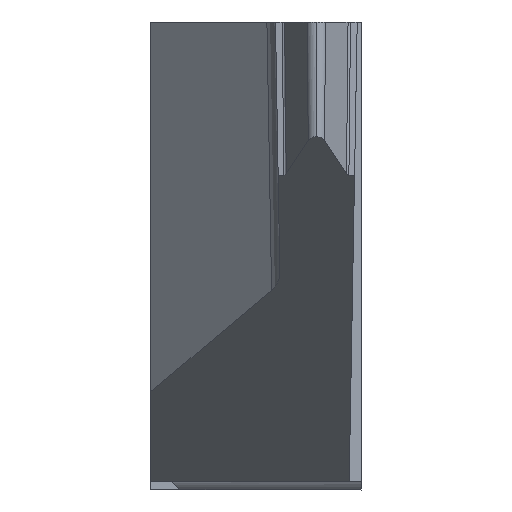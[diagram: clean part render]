
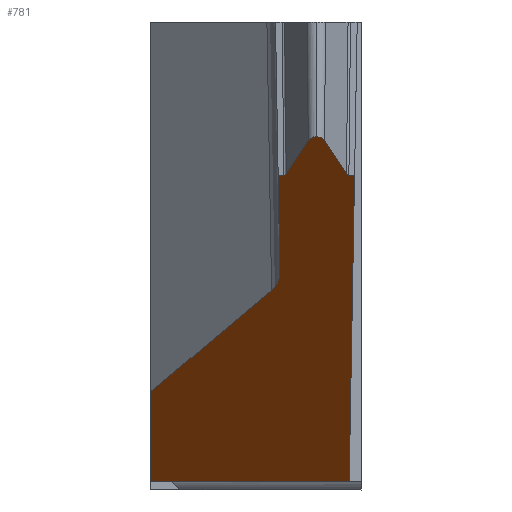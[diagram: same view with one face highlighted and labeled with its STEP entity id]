
A CAD part, front view. The second image highlights one B-rep face of the part: STEP entity #781.
In plain terms, the highlighted planar face has unit normal (0, -0.643, -0.766).
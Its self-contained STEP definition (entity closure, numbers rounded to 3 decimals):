
#94=CARTESIAN_POINT('',(0.,7.062,-7.85));
#95=VERTEX_POINT('',#94);
#320=CARTESIAN_POINT('',(0.,5.24,-6.321));
#321=VERTEX_POINT('',#320);
#332=CARTESIAN_POINT('',(0.,5.24,-6.321));
#333=DIRECTION('',(0.,0.766,-0.643));
#334=VECTOR('',#333,2.378);
#335=LINE('',#332,#334);
#336=EDGE_CURVE('',#321,#95,#335,.T.);
#554=CARTESIAN_POINT('',(2.2,3.217,-4.624));
#555=DIRECTION('',(0.,0.643,0.766));
#556=DIRECTION('',(0.,-0.492,0.413));
#557=AXIS2_PLACEMENT_3D('',#554,#555,#556);
#558=PLANE('',#557);
#559=ORIENTED_EDGE('Edge 160',*,*,#336,.T.);
#568=CARTESIAN_POINT('',(2.067,3.174,-4.587));
#569=DIRECTION('',(-0.608,0.608,-0.51));
#570=VECTOR('',#569,3.398);
#571=LINE('',#568,#570);
#572=CARTESIAN_POINT('',(2.067,3.174,-4.587));
#573=VERTEX_POINT('',#572);
#574=EDGE_CURVE('',#573,#321,#571,.T.);
#575=ORIENTED_EDGE('Edge 619',*,*,#574,.T.);
#584=CARTESIAN_POINT('',(2.208,2.825,-4.295));
#585=CARTESIAN_POINT('',(2.21,2.957,-4.406));
#586=CARTESIAN_POINT('',(2.16,3.08,-4.509));
#587=CARTESIAN_POINT('',(2.067,3.174,-4.587));
#588=(BOUNDED_CURVE()B_SPLINE_CURVE(3,(#584,#585,#586,#587),.UNSPECIFIED.,.F.,.F.)B_SPLINE_CURVE_WITH_KNOTS((4,4),(0.,1.),.UNSPECIFIED.)CURVE()GEOMETRIC_REPRESENTATION_ITEM()RATIONAL_B_SPLINE_CURVE((1.,0.949,0.949,1.))REPRESENTATION_ITEM(''));
#589=CARTESIAN_POINT('',(2.208,2.825,-4.295));
#590=VERTEX_POINT('',#589);
#591=EDGE_CURVE('',#590,#573,#588,.T.);
#592=ORIENTED_EDGE('Edge 624',*,*,#591,.T.);
#601=CARTESIAN_POINT('',(2.179,0.828,-2.619));
#602=DIRECTION('',(0.011,0.766,-0.643));
#603=VECTOR('',#602,2.607);
#604=LINE('',#601,#603);
#605=CARTESIAN_POINT('',(2.179,0.828,-2.619));
#606=VERTEX_POINT('',#605);
#607=EDGE_CURVE('',#606,#590,#604,.T.);
#608=ORIENTED_EDGE('Edge 629',*,*,#607,.T.);
#617=CARTESIAN_POINT('',(2.179,0.828,-2.619));
#618=DIRECTION('',(0.999,-0.035,0.03));
#619=VECTOR('',#618,0.096);
#620=LINE('',#617,#619);
#621=CARTESIAN_POINT('',(2.275,0.825,-2.616));
#622=VERTEX_POINT('',#621);
#623=EDGE_CURVE('',#606,#622,#620,.T.);
#624=ORIENTED_EDGE('Edge 634',*,*,#623,.F.);
#633=CARTESIAN_POINT('',(2.316,0.799,-2.595));
#634=CARTESIAN_POINT('',(2.308,0.815,-2.608));
#635=CARTESIAN_POINT('',(2.293,0.824,-2.616));
#636=CARTESIAN_POINT('',(2.275,0.825,-2.616));
#637=(BOUNDED_CURVE()B_SPLINE_CURVE(3,(#633,#634,#635,#636),.UNSPECIFIED.,.F.,.F.)B_SPLINE_CURVE_WITH_KNOTS((4,4),(0.,1.),.UNSPECIFIED.)CURVE()GEOMETRIC_REPRESENTATION_ITEM()RATIONAL_B_SPLINE_CURVE((1.,0.916,0.916,1.))REPRESENTATION_ITEM(''));
#638=CARTESIAN_POINT('',(2.316,0.799,-2.595));
#639=VERTEX_POINT('',#638);
#640=EDGE_CURVE('',#639,#622,#637,.T.);
#641=ORIENTED_EDGE('Edge 639',*,*,#640,.T.);
#650=CARTESIAN_POINT('',(2.316,0.799,-2.595));
#651=DIRECTION('',(0.395,-0.704,0.591));
#652=VECTOR('',#651,0.955);
#653=LINE('',#650,#652);
#654=CARTESIAN_POINT('',(2.693,0.127,-2.031));
#655=VERTEX_POINT('',#654);
#656=EDGE_CURVE('',#639,#655,#653,.T.);
#657=ORIENTED_EDGE('Edge 644',*,*,#656,.F.);
#666=CARTESIAN_POINT('',(2.831,0.035,-1.954));
#667=CARTESIAN_POINT('',(2.772,0.042,-1.959));
#668=CARTESIAN_POINT('',(2.723,0.075,-1.987));
#669=CARTESIAN_POINT('',(2.693,0.127,-2.031));
#670=(BOUNDED_CURVE()B_SPLINE_CURVE(3,(#666,#667,#668,#669),.UNSPECIFIED.,.F.,.F.)B_SPLINE_CURVE_WITH_KNOTS((4,4),(0.,1.),.UNSPECIFIED.)CURVE()GEOMETRIC_REPRESENTATION_ITEM()RATIONAL_B_SPLINE_CURVE((1.,0.928,0.928,1.))REPRESENTATION_ITEM(''));
#671=CARTESIAN_POINT('',(2.831,0.035,-1.954));
#672=VERTEX_POINT('',#671);
#673=EDGE_CURVE('',#672,#655,#670,.T.);
#674=ORIENTED_EDGE('Edge 649',*,*,#673,.T.);
#683=CARTESIAN_POINT('',(2.97,0.127,-2.031));
#684=CARTESIAN_POINT('',(2.94,0.075,-1.987));
#685=CARTESIAN_POINT('',(2.891,0.042,-1.959));
#686=CARTESIAN_POINT('',(2.831,0.035,-1.954));
#687=(BOUNDED_CURVE()B_SPLINE_CURVE(3,(#683,#684,#685,#686),.UNSPECIFIED.,.F.,.F.)B_SPLINE_CURVE_WITH_KNOTS((4,4),(0.,1.),.UNSPECIFIED.)CURVE()GEOMETRIC_REPRESENTATION_ITEM()RATIONAL_B_SPLINE_CURVE((1.,0.928,0.928,1.))REPRESENTATION_ITEM(''));
#688=CARTESIAN_POINT('',(2.97,0.127,-2.031));
#689=VERTEX_POINT('',#688);
#690=EDGE_CURVE('',#689,#672,#687,.T.);
#691=ORIENTED_EDGE('Edge 654',*,*,#690,.T.);
#700=CARTESIAN_POINT('',(2.97,0.127,-2.031));
#701=DIRECTION('',(0.395,0.704,-0.591));
#702=VECTOR('',#701,0.955);
#703=LINE('',#700,#702);
#704=CARTESIAN_POINT('',(3.347,0.799,-2.595));
#705=VERTEX_POINT('',#704);
#706=EDGE_CURVE('',#689,#705,#703,.T.);
#707=ORIENTED_EDGE('Edge 659',*,*,#706,.F.);
#716=CARTESIAN_POINT('',(3.388,0.825,-2.616));
#717=CARTESIAN_POINT('',(3.37,0.824,-2.616));
#718=CARTESIAN_POINT('',(3.355,0.815,-2.608));
#719=CARTESIAN_POINT('',(3.347,0.799,-2.595));
#720=(BOUNDED_CURVE()B_SPLINE_CURVE(3,(#716,#717,#718,#719),.UNSPECIFIED.,.F.,.F.)B_SPLINE_CURVE_WITH_KNOTS((4,4),(0.,1.),.UNSPECIFIED.)CURVE()GEOMETRIC_REPRESENTATION_ITEM()RATIONAL_B_SPLINE_CURVE((1.,0.916,0.916,1.))REPRESENTATION_ITEM(''));
#721=CARTESIAN_POINT('',(3.388,0.825,-2.616));
#722=VERTEX_POINT('',#721);
#723=EDGE_CURVE('',#722,#705,#720,.T.);
#724=ORIENTED_EDGE('Edge 664',*,*,#723,.T.);
#733=CARTESIAN_POINT('',(3.388,0.825,-2.616));
#734=DIRECTION('',(0.999,0.035,-0.03));
#735=VECTOR('',#734,0.096);
#736=LINE('',#733,#735);
#737=CARTESIAN_POINT('',(3.484,0.828,-2.619));
#738=VERTEX_POINT('',#737);
#739=EDGE_CURVE('',#722,#738,#736,.T.);
#740=ORIENTED_EDGE('Edge 669',*,*,#739,.F.);
#749=CARTESIAN_POINT('',(3.393,7.062,-7.85));
#750=DIRECTION('',(0.011,-0.766,0.643));
#751=VECTOR('',#750,8.138);
#752=LINE('',#749,#751);
#753=CARTESIAN_POINT('',(3.393,7.062,-7.85));
#754=VERTEX_POINT('',#753);
#755=EDGE_CURVE('',#754,#738,#752,.T.);
#756=ORIENTED_EDGE('Edge 1681',*,*,#755,.T.);
#765=CARTESIAN_POINT('',(3.393,7.062,-7.85));
#766=DIRECTION('',(-1.,0.,0.));
#767=VECTOR('',#766,3.393);
#768=LINE('',#765,#767);
#769=EDGE_CURVE('',#754,#95,#768,.T.);
#770=ORIENTED_EDGE('Edge 679',*,*,#769,.F.);
#779=EDGE_LOOP('',(#770,#756,#740,#724,#707,#691,#674,#657,#641,#624,#608,#592,#575,#559));
#780=FACE_OUTER_BOUND('Loop 680',#779,.T.);
#781=ADVANCED_FACE('Face 681',(#780),#558,.F.);
